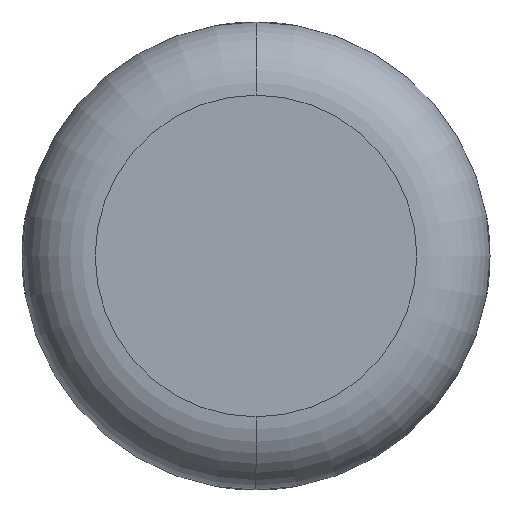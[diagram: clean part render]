
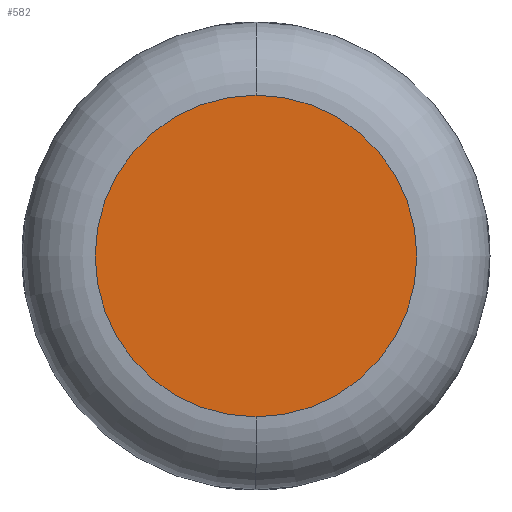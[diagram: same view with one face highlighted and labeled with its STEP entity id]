
A CAD part, front view. The second image highlights one B-rep face of the part: STEP entity #582.
In plain terms, the highlighted planar face has unit normal (0, -1, 0).
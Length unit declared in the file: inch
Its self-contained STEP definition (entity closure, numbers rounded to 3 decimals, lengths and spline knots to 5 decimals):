
#582=ADVANCED_FACE('',(#1251),#1252,.T.);
#1251=FACE_OUTER_BOUND('',#2101,.T.);
#1252=PLANE('',#2102);
#2101=EDGE_LOOP('',(#3382,#3383));
#2102=AXIS2_PLACEMENT_3D('',#3384,#3385,#3386);
#3382=ORIENTED_EDGE('',*,*,#5206,.F.);
#3383=ORIENTED_EDGE('',*,*,#4828,.F.);
#3384=CARTESIAN_POINT('',(0.19687,-1.96849,-0.0591));
#3385=DIRECTION('',(0.0,-1.0,0.0));
#3386=DIRECTION('',(0.0,0.0,-1.0));
#4828=EDGE_CURVE('',#5742,#5738,#5744,.T.);
#5206=EDGE_CURVE('',#5738,#5742,#6360,.T.);
#5738=VERTEX_POINT('',#7096);
#5742=VERTEX_POINT('',#7100);
#5744=CIRCLE('',#7102,0.43307);
#6360=CIRCLE('',#7992,0.43307);
#7096=CARTESIAN_POINT('',(0.19687,-1.96849,-0.49217));
#7100=CARTESIAN_POINT('',(0.19687,-1.96849,0.37398));
#7102=AXIS2_PLACEMENT_3D('',#8755,#8756,#8757);
#7992=AXIS2_PLACEMENT_3D('',#9175,#9176,#9177);
#8755=CARTESIAN_POINT('',(0.19687,-1.96849,-0.0591));
#8756=DIRECTION('',(-0.0,1.0,0.0));
#8757=DIRECTION('',(0.,0.0,1.0));
#9175=CARTESIAN_POINT('',(0.19687,-1.96849,-0.0591));
#9176=DIRECTION('',(-0.0,1.0,0.0));
#9177=DIRECTION('',(0.,0.0,1.0));
